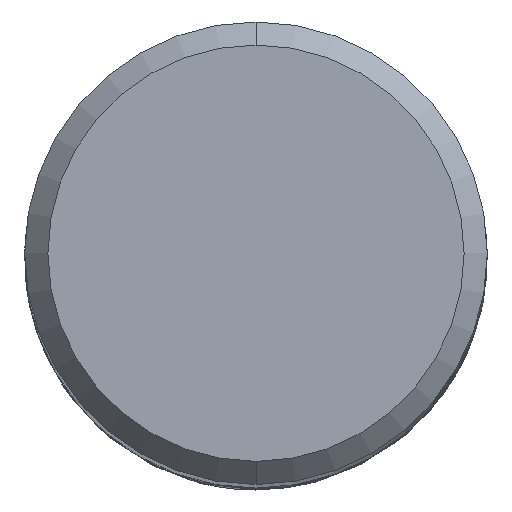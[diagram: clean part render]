
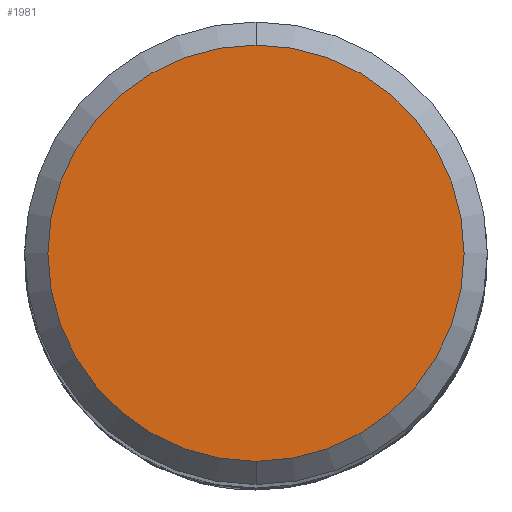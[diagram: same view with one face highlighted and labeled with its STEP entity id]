
A CAD part, top view. The second image highlights one B-rep face of the part: STEP entity #1981.
In plain terms, the highlighted planar face has unit normal (0, 0, 1).
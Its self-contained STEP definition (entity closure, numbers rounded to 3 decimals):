
#749=VERTEX_POINT('',#2119);
#889=EDGE_CURVE('',#2007,#749,#2275,.T.);
#1351=EDGE_CURVE('',#749,#2007,#2774,.T.);
#1981=ADVANCED_FACE('',(#3464),#3465,.T.);
#2007=VERTEX_POINT('',#3494);
#2119=CARTESIAN_POINT('',(0.,-5.4,0.0));
#2275=CIRCLE('',#7367,5.4);
#2774=CIRCLE('',#13521,5.4);
#3464=FACE_OUTER_BOUND('',#19646,.T.);
#3465=PLANE('',#19647);
#3494=CARTESIAN_POINT('',(0.0,5.4,0.0));
#7367=AXIS2_PLACEMENT_3D('',#20810,#20811,#20812);
#13521=AXIS2_PLACEMENT_3D('',#21256,#21257,#21258);
#19646=EDGE_LOOP('',(#21962,#21963));
#19647=AXIS2_PLACEMENT_3D('',#21964,#21965,#21966);
#20810=CARTESIAN_POINT('',(0.0,0.0,0.0));
#20811=DIRECTION('',(0.0,0.0,-1.0));
#20812=DIRECTION('',(0.0,1.0,0.0));
#21256=CARTESIAN_POINT('',(0.0,0.0,0.0));
#21257=DIRECTION('',(0.0,0.0,-1.0));
#21258=DIRECTION('',(0.0,1.0,0.0));
#21962=ORIENTED_EDGE('',*,*,#889,.F.);
#21963=ORIENTED_EDGE('',*,*,#1351,.F.);
#21964=CARTESIAN_POINT('',(0.0,2.7,0.0));
#21965=DIRECTION('',(-0.0,0.0,1.0));
#21966=DIRECTION('',(0.0,-1.0,0.0));
